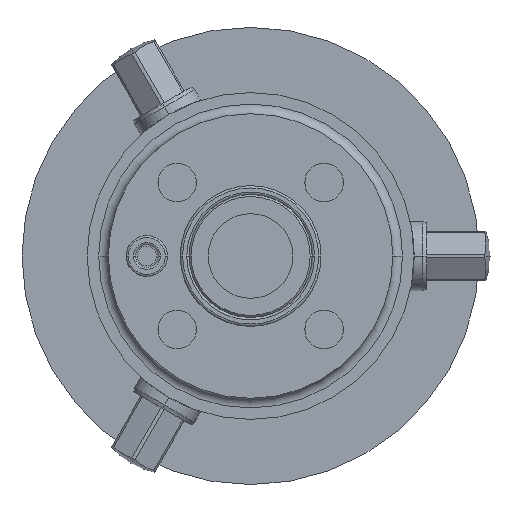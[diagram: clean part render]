
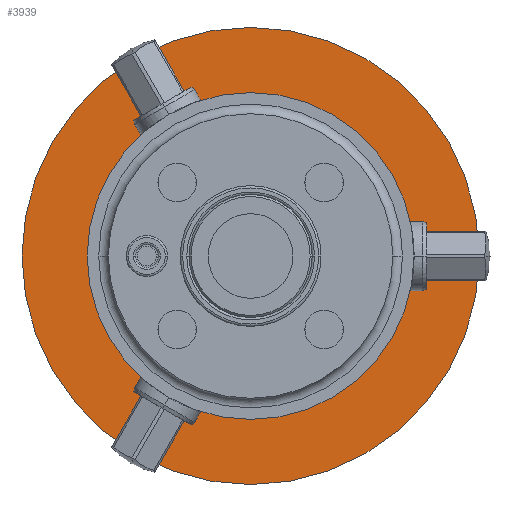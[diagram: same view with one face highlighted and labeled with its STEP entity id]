
A CAD part, front view. The second image highlights one B-rep face of the part: STEP entity #3939.
In plain terms, the highlighted planar face has unit normal (0, -1, 0).
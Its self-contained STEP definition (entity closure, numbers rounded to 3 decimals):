
#1279=CARTESIAN_POINT('',(0.,80.,0.));
#1280=DIRECTION('',(0.,-1.,0.));
#1281=DIRECTION('',(1.,0.,0.));
#1282=AXIS2_PLACEMENT_3D('',#1279,#1280,#1281);
#1287=CARTESIAN_POINT('',(0.,80.,0.));
#1288=DIRECTION('',(0.,1.,0.));
#1289=DIRECTION('',(1.,0.,0.));
#1290=AXIS2_PLACEMENT_3D('',#1287,#1288,#1289);
#1295=CARTESIAN_POINT('',(0.,80.,0.));
#1296=DIRECTION('',(0.,1.,0.));
#1297=DIRECTION('',(1.,0.,0.));
#1298=AXIS2_PLACEMENT_3D('',#1295,#1296,#1297);
#1310=CARTESIAN_POINT('',(0.,80.,0.));
#1311=DIRECTION('',(0.,-1.,0.));
#1312=DIRECTION('',(1.,0.,0.));
#1313=AXIS2_PLACEMENT_3D('',#1310,#1311,#1312);
#2387=CARTESIAN_POINT('',(59.45,80.,0.));
#2389=VERTEX_POINT('',#2387);
#2412=CARTESIAN_POINT('',(-42.5,80.,0.));
#2414=VERTEX_POINT('',#2412);
#2415=CARTESIAN_POINT('',(-59.45,80.,0.));
#2417=VERTEX_POINT('',#2415);
#2423=CARTESIAN_POINT('',(42.5,80.,0.));
#2424=VERTEX_POINT('',#2423);
#3924=CARTESIAN_POINT('',(0.,80.,0.));
#3925=DIRECTION('',(0.,1.,0.));
#3926=DIRECTION('',(1.,0.,0.));
#3927=AXIS2_PLACEMENT_3D('',#3924,#3925,#3926);
#3928=PLANE('',#3927);
#3930=ORIENTED_EDGE('',*,*,#3929,.T.);
#3932=ORIENTED_EDGE('',*,*,#3931,.F.);
#3933=EDGE_LOOP('',(#3930,#3932));
#3934=FACE_OUTER_BOUND('',#3933,.F.);
#3935=ORIENTED_EDGE('',*,*,#2884,.T.);
#3936=ORIENTED_EDGE('',*,*,#2857,.F.);
#3937=EDGE_LOOP('',(#3935,#3936));
#3938=FACE_BOUND('',#3937,.F.);
#1283=CIRCLE('',#1282,42.5);
#1291=CIRCLE('',#1290,42.5);
#1299=CIRCLE('',#1298,59.45);
#1314=CIRCLE('',#1313,59.45);
#2857=EDGE_CURVE('',#2424,#2414,#1291,.T.);
#2884=EDGE_CURVE('',#2424,#2414,#1283,.T.);
#3929=EDGE_CURVE('',#2389,#2417,#1299,.T.);
#3931=EDGE_CURVE('',#2389,#2417,#1314,.T.);
#3939=ADVANCED_FACE('',(#3934,#3938),#3928,.F.);
